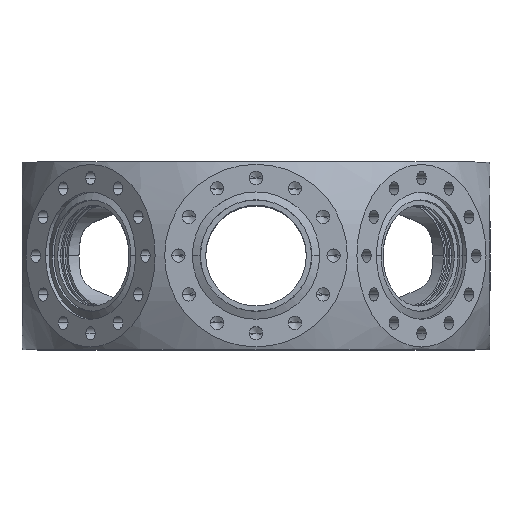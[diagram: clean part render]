
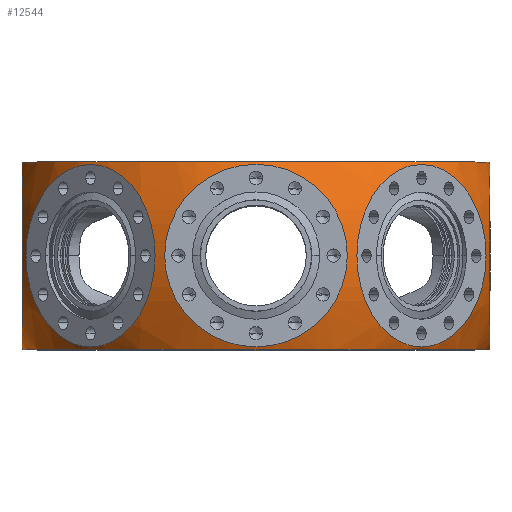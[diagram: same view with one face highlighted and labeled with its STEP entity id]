
A CAD part, top view. The second image highlights one B-rep face of the part: STEP entity #12544.
In plain terms, the highlighted spherical face has radius 95 mm.
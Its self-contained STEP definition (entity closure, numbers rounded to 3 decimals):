
#152 = AXIS2_PLACEMENT_3D ( 'NONE', #1813, #21602, #9803 ) ;
#454 = AXIS2_PLACEMENT_3D ( 'NONE', #23834, #11532, #27212 ) ;
#808 = CIRCLE ( 'NONE', #30632, 34.536 ) ;
#944 = CARTESIAN_POINT ( 'NONE',  ( -62.579, 0., 62.579 ) ) ;
#997 = CARTESIAN_POINT ( 'NONE',  ( 0., 0., 0. ) ) ;
#1120 = VERTEX_POINT ( 'NONE', #15176 ) ;
#1255 = AXIS2_PLACEMENT_3D ( 'NONE', #18200, #23613, #6089 ) ;
#1494 = FACE_BOUND ( 'NONE', #8523, .T. ) ;
#1669 = VERTEX_POINT ( 'NONE', #10870 ) ;
#1813 = CARTESIAN_POINT ( 'NONE',  ( 0., -35.5, 0. ) ) ;
#2346 = CARTESIAN_POINT ( 'NONE',  ( 0., 0., 0. ) ) ;
#2510 = CIRCLE ( 'NONE', #6694, 95. ) ;
#2751 = AXIS2_PLACEMENT_3D ( 'NONE', #7365, #19474, #24560 ) ;
#2929 = DIRECTION ( 'NONE',  ( 0., 0., -1. ) ) ;
#3880 = CARTESIAN_POINT ( 'NONE',  ( -88.5, 34.536, 0. ) ) ;
#3941 = ORIENTED_EDGE ( 'NONE', *, *, #23562, .T. ) ;
#4044 = DIRECTION ( 'NONE',  ( 0.707, 0., -0.707 ) ) ;
#4269 = EDGE_CURVE ( 'NONE', #29143, #26790, #4747, .T. ) ;
#4274 = DIRECTION ( 'NONE',  ( 1., 0., 0. ) ) ;
#4386 = CIRCLE ( 'NONE', #1255, 34.536 ) ;
#4747 = CIRCLE ( 'NONE', #26172, 95. ) ;
#4887 = DIRECTION ( 'NONE',  ( 1., 0., 0. ) ) ;
#5140 = CIRCLE ( 'NONE', #454, 95. ) ;
#5397 = VERTEX_POINT ( 'NONE', #5837 ) ;
#5541 = EDGE_CURVE ( 'NONE', #28454, #20249, #7538, .T. ) ;
#5663 = EDGE_CURVE ( 'NONE', #1669, #29407, #24786, .T. ) ;
#5837 = CARTESIAN_POINT ( 'NONE',  ( -88.5, -34.536, 0. ) ) ;
#6002 = ORIENTED_EDGE ( 'NONE', *, *, #17766, .T. ) ;
#6089 = DIRECTION ( 'NONE',  ( 0.707, 0., -0.707 ) ) ;
#6694 = AXIS2_PLACEMENT_3D ( 'NONE', #997, #20948, #30981 ) ;
#6793 = CARTESIAN_POINT ( 'NONE',  ( 88.5, 34.536, 0. ) ) ;
#6873 = FACE_BOUND ( 'NONE', #19019, .T. ) ;
#7365 = CARTESIAN_POINT ( 'NONE',  ( 0., 35.5, 0. ) ) ;
#7536 = CARTESIAN_POINT ( 'NONE',  ( 88.5, -34.536, 0. ) ) ;
#7538 = CIRCLE ( 'NONE', #32178, 34.536 ) ;
#7599 = CARTESIAN_POINT ( 'NONE',  ( -62.579, 0., 62.579 ) ) ;
#7912 = DIRECTION ( 'NONE',  ( 0.707, 0., 0.707 ) ) ;
#8106 = VERTEX_POINT ( 'NONE', #7536 ) ;
#8523 = EDGE_LOOP ( 'NONE', ( #18954, #29525 ) ) ;
#8874 = ORIENTED_EDGE ( 'NONE', *, *, #31899, .T. ) ;
#8941 = EDGE_CURVE ( 'NONE', #17498, #30291, #31288, .T. ) ;
#8945 = CARTESIAN_POINT ( 'NONE',  ( 62.579, 0., 62.579 ) ) ;
#9803 = DIRECTION ( 'NONE',  ( 0., 0., -1. ) ) ;
#10127 = CARTESIAN_POINT ( 'NONE',  ( 88.5, 0., 0. ) ) ;
#10282 = DIRECTION ( 'NONE',  ( 0., 0., 1. ) ) ;
#10286 = CARTESIAN_POINT ( 'NONE',  ( 87., 0., 38.158 ) ) ;
#10452 = ORIENTED_EDGE ( 'NONE', *, *, #20237, .T. ) ;
#10600 = CARTESIAN_POINT ( 'NONE',  ( -88.5, 0., 0. ) ) ;
#10742 = EDGE_CURVE ( 'NONE', #1120, #17621, #808, .T. ) ;
#10870 = CARTESIAN_POINT ( 'NONE',  ( 34.536, 0., 88.5 ) ) ;
#10908 = DIRECTION ( 'NONE',  ( 0.707, 0., 0.707 ) ) ;
#11203 = ORIENTED_EDGE ( 'NONE', *, *, #8941, .T. ) ;
#11532 = DIRECTION ( 'NONE',  ( 0., 0., 1. ) ) ;
#12488 = EDGE_CURVE ( 'NONE', #8106, #27869, #2510, .T. ) ;
#12544 = ADVANCED_FACE ( 'NONE', ( #14385, #14548, #6873, #1494 ), #22095, .T. ) ;
#13350 = CIRCLE ( 'NONE', #24881, 34.536 ) ;
#13363 = CARTESIAN_POINT ( 'NONE',  ( 88.118, -35.5, 0. ) ) ;
#13968 = AXIS2_PLACEMENT_3D ( 'NONE', #17195, #19484, #4274 ) ;
#14385 = FACE_OUTER_BOUND ( 'NONE', #14829, .T. ) ;
#14548 = FACE_BOUND ( 'NONE', #32392, .T. ) ;
#14636 = DIRECTION ( 'NONE',  ( 0., 0., -1. ) ) ;
#14829 = EDGE_LOOP ( 'NONE', ( #16702, #3941, #11203, #6002, #16788, #19668, #21498, #10452 ) ) ;
#15176 = CARTESIAN_POINT ( 'NONE',  ( -38.158, 0., 87. ) ) ;
#15522 = CIRCLE ( 'NONE', #23937, 34.536 ) ;
#16702 = ORIENTED_EDGE ( 'NONE', *, *, #4269, .F. ) ;
#16788 = ORIENTED_EDGE ( 'NONE', *, *, #20897, .T. ) ;
#16947 = CARTESIAN_POINT ( 'NONE',  ( 0., 0., 88.5 ) ) ;
#17060 = DIRECTION ( 'NONE',  ( 0., 0., -1. ) ) ;
#17177 = DIRECTION ( 'NONE',  ( -1., 0., 0. ) ) ;
#17195 = CARTESIAN_POINT ( 'NONE',  ( 0., 0., 0. ) ) ;
#17498 = VERTEX_POINT ( 'NONE', #26351 ) ;
#17621 = VERTEX_POINT ( 'NONE', #29146 ) ;
#17648 = EDGE_CURVE ( 'NONE', #27869, #23968, #29438, .T. ) ;
#17766 = EDGE_CURVE ( 'NONE', #30291, #5397, #31038, .T. ) ;
#17769 = DIRECTION ( 'NONE',  ( 0., 0., -1. ) ) ;
#18200 = CARTESIAN_POINT ( 'NONE',  ( 62.579, 0., 62.579 ) ) ;
#18418 = EDGE_CURVE ( 'NONE', #20249, #28454, #4386, .T. ) ;
#18761 = DIRECTION ( 'NONE',  ( 0.707, 0., -0.707 ) ) ;
#18954 = ORIENTED_EDGE ( 'NONE', *, *, #18418, .T. ) ;
#19019 = EDGE_LOOP ( 'NONE', ( #21719, #8874 ) ) ;
#19474 = DIRECTION ( 'NONE',  ( 0., -1., 0. ) ) ;
#19484 = DIRECTION ( 'NONE',  ( 0., 0., 1. ) ) ;
#19494 = AXIS2_PLACEMENT_3D ( 'NONE', #10600, #4887, #10282 ) ;
#19668 = ORIENTED_EDGE ( 'NONE', *, *, #17648, .F. ) ;
#20107 = DIRECTION ( 'NONE',  ( -1., 0., 0. ) ) ;
#20237 = EDGE_CURVE ( 'NONE', #8106, #26790, #15522, .T. ) ;
#20249 = VERTEX_POINT ( 'NONE', #10286 ) ;
#20355 = DIRECTION ( 'NONE',  ( 0.707, 0., -0.707 ) ) ;
#20500 = CARTESIAN_POINT ( 'NONE',  ( -34.536, 0., 88.5 ) ) ;
#20697 = EDGE_CURVE ( 'NONE', #29407, #1669, #30273, .T. ) ;
#20897 = EDGE_CURVE ( 'NONE', #5397, #23968, #5140, .T. ) ;
#20948 = DIRECTION ( 'NONE',  ( 0., 0., -1. ) ) ;
#21498 = ORIENTED_EDGE ( 'NONE', *, *, #12488, .F. ) ;
#21566 = CIRCLE ( 'NONE', #2751, 88.118 ) ;
#21602 = DIRECTION ( 'NONE',  ( 0., -1., 0. ) ) ;
#21719 = ORIENTED_EDGE ( 'NONE', *, *, #10742, .T. ) ;
#21822 = DIRECTION ( 'NONE',  ( -1., 0., 0. ) ) ;
#22095 = SPHERICAL_SURFACE ( 'NONE', #26011, 95. ) ;
#22391 = AXIS2_PLACEMENT_3D ( 'NONE', #27291, #17769, #24506 ) ;
#23562 = EDGE_CURVE ( 'NONE', #29143, #17498, #21566, .T. ) ;
#23613 = DIRECTION ( 'NONE',  ( -0.707, 0., -0.707 ) ) ;
#23834 = CARTESIAN_POINT ( 'NONE',  ( 0., 0., 0. ) ) ;
#23937 = AXIS2_PLACEMENT_3D ( 'NONE', #10127, #20107, #2929 ) ;
#23968 = VERTEX_POINT ( 'NONE', #27262 ) ;
#24506 = DIRECTION ( 'NONE',  ( 1., 0., 0. ) ) ;
#24560 = DIRECTION ( 'NONE',  ( 0., 0., -1. ) ) ;
#24758 = CARTESIAN_POINT ( 'NONE',  ( 38.158, 0., 87. ) ) ;
#24786 = CIRCLE ( 'NONE', #28461, 34.536 ) ;
#24881 = AXIS2_PLACEMENT_3D ( 'NONE', #7599, #20355, #7912 ) ;
#24923 = ORIENTED_EDGE ( 'NONE', *, *, #5663, .T. ) ;
#25385 = ORIENTED_EDGE ( 'NONE', *, *, #20697, .T. ) ;
#26011 = AXIS2_PLACEMENT_3D ( 'NONE', #29320, #26694, #17177 ) ;
#26172 = AXIS2_PLACEMENT_3D ( 'NONE', #2346, #17060, #21822 ) ;
#26351 = CARTESIAN_POINT ( 'NONE',  ( -88.118, 35.5, 0. ) ) ;
#26694 = DIRECTION ( 'NONE',  ( 0., 0., -1. ) ) ;
#26790 = VERTEX_POINT ( 'NONE', #6793 ) ;
#26952 = DIRECTION ( 'NONE',  ( 1., 0., 0. ) ) ;
#27212 = DIRECTION ( 'NONE',  ( 1., 0., 0. ) ) ;
#27262 = CARTESIAN_POINT ( 'NONE',  ( -88.118, -35.5, 0. ) ) ;
#27291 = CARTESIAN_POINT ( 'NONE',  ( 0., 0., 88.5 ) ) ;
#27869 = VERTEX_POINT ( 'NONE', #13363 ) ;
#28454 = VERTEX_POINT ( 'NONE', #24758 ) ;
#28461 = AXIS2_PLACEMENT_3D ( 'NONE', #16947, #14636, #26952 ) ;
#29143 = VERTEX_POINT ( 'NONE', #31049 ) ;
#29146 = CARTESIAN_POINT ( 'NONE',  ( -87., 0., 38.158 ) ) ;
#29320 = CARTESIAN_POINT ( 'NONE',  ( 0., 0., 0. ) ) ;
#29407 = VERTEX_POINT ( 'NONE', #20500 ) ;
#29438 = CIRCLE ( 'NONE', #152, 88.118 ) ;
#29525 = ORIENTED_EDGE ( 'NONE', *, *, #5541, .T. ) ;
#30273 = CIRCLE ( 'NONE', #22391, 34.536 ) ;
#30291 = VERTEX_POINT ( 'NONE', #3880 ) ;
#30632 = AXIS2_PLACEMENT_3D ( 'NONE', #944, #4044, #10908 ) ;
#30981 = DIRECTION ( 'NONE',  ( -1., 0., 0. ) ) ;
#31038 = CIRCLE ( 'NONE', #19494, 34.536 ) ;
#31049 = CARTESIAN_POINT ( 'NONE',  ( 88.118, 35.5, 0. ) ) ;
#31248 = DIRECTION ( 'NONE',  ( -0.707, 0., -0.707 ) ) ;
#31288 = CIRCLE ( 'NONE', #13968, 95. ) ;
#31899 = EDGE_CURVE ( 'NONE', #17621, #1120, #13350, .T. ) ;
#32178 = AXIS2_PLACEMENT_3D ( 'NONE', #8945, #31248, #18761 ) ;
#32392 = EDGE_LOOP ( 'NONE', ( #24923, #25385 ) ) ;
